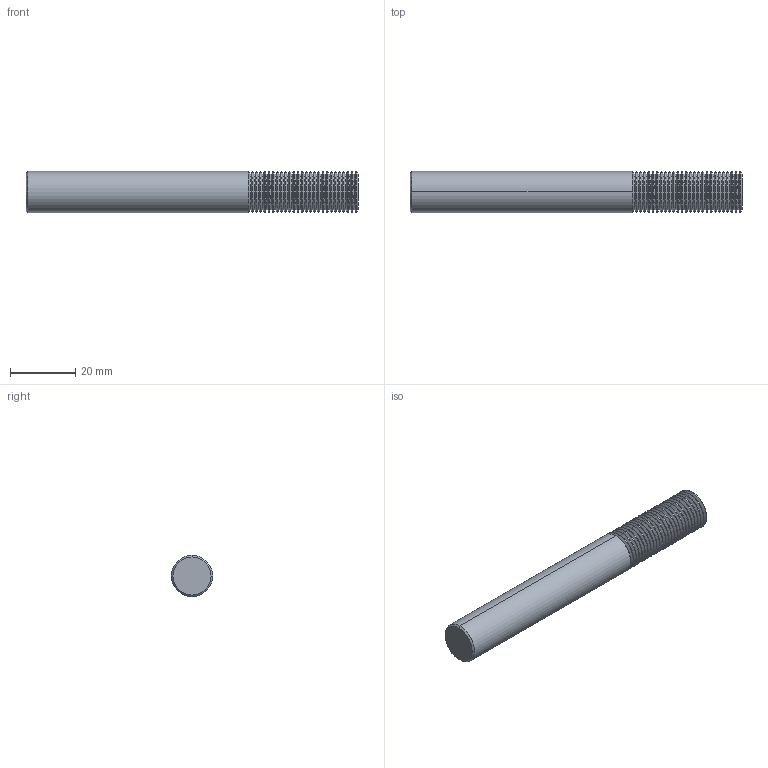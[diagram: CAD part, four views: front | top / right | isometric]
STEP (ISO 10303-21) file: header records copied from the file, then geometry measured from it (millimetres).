
FILE_DESCRIPTION (( 'STEP AP203' ), '1' );
FILE_NAME ('TMI495-20H.STEP', '2021-09-16T18:34:21', ( '' ), ( '' ), 'SwSTEP 2.0', 'SolidWorks 2020', '' );
FILE_SCHEMA (( 'CONFIG_CONTROL_DESIGN' ));
Length unit declared in the file: inch
Products named in the file (1): TMI495-20H
Bounding box: 101.6 x 12.69 x 12.69 mm (x, y, z)
Volume: 12220.1 mm3; surface area: 5054.3 mm2
Topology: 1 solids, 1 shells, 218 faces, 434 edges, 218 vertices
Faces by surface type: cylinder 108, cone 108, plane 2
Entity records: 5523 total; most frequent: DIRECTION 1090, CARTESIAN_POINT 871, ORIENTED_EDGE 868, AXIS2_PLACEMENT_3D 437, EDGE_CURVE 434, VERTEX_POINT 218, FACE_OUTER_BOUND 218, ADVANCED_FACE 218
